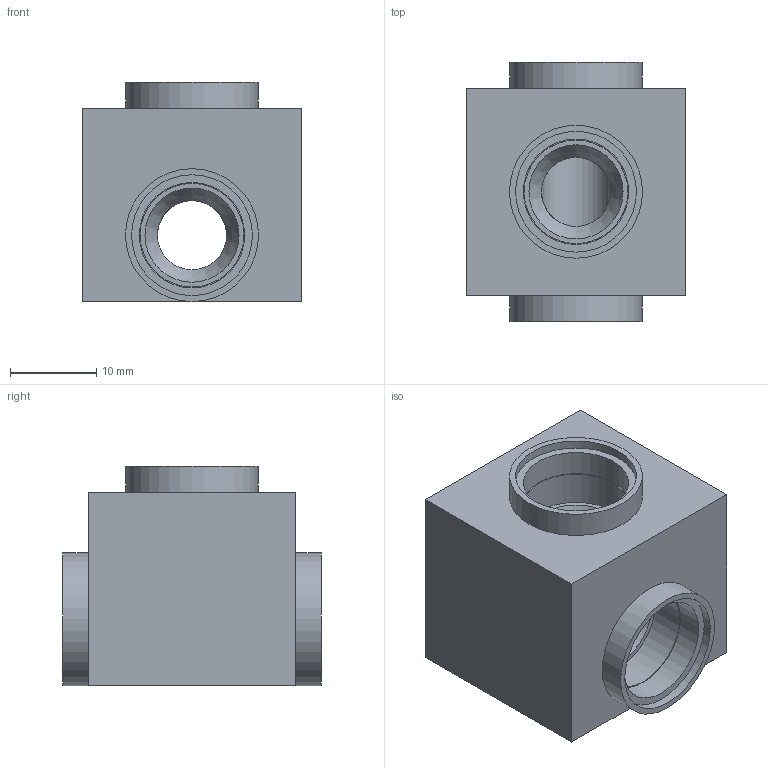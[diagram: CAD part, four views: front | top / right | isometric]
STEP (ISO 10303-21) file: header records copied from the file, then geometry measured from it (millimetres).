
FILE_DESCRIPTION(/* description */ (''),/* implementation_level */ '2;1');
FILE_NAME(/* name */ 'Gas Mixing Venturi.step',/* time_stamp */ '2024-10-01T16:44:31+01:00',/* author */ (''),/* organization */ (''),/* preprocessor_version */ 'ST-DEVELOPER v20',/* originating_system */ 'Autodesk Translation Framework v13.14.0.145',/* authorisation */ '');
FILE_SCHEMA (('AUTOMOTIVE_DESIGN { 1 0 10303 214 3 1 1 }'));
Length unit declared in the file: millimetre
Products named in the file (1): Big Block Venturi
Bounding box: 25.4 x 30 x 25.4 mm (x, y, z)
Volume: 11285.9 mm3; surface area: 5053.7 mm2
Topology: 1 solids, 1 shells, 35 faces, 64 edges, 41 vertices
Faces by surface type: plane 18, cylinder 14, cone 3
Full cylindrical faces by diameter (mm): 8 x2, 12 x3, 12.2 x3, 14 x3, 15.4 x3
Entity records: 912 total; most frequent: DIRECTION 169, CARTESIAN_POINT 141, ORIENTED_EDGE 128, AXIS2_PLACEMENT_3D 69, EDGE_CURVE 64, EDGE_LOOP 49, VERTEX_POINT 41, FACE_OUTER_BOUND 35
